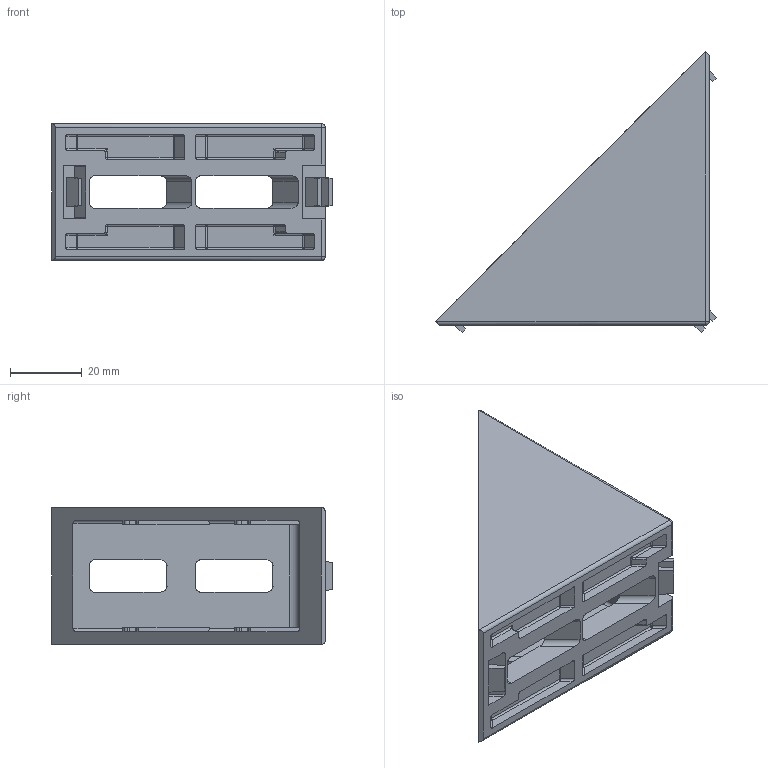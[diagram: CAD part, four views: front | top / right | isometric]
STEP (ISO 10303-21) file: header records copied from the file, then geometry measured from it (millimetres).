
FILE_DESCRIPTION (( 'STEP AP214' ), '1' );
FILE_NAME ('Transept Giltec-W88080ZN.STEP', '2013-06-28T06:38:51', ( 'Windows User' ), ( '' ), 'SwSTEP 2.0', 'SolidWorks 2013', '' );
FILE_SCHEMA (( 'AUTOMOTIVE_DESIGN' ));
Length unit declared in the file: millimetre
Products named in the file (1): Transept Giltec-W88080ZN
Bounding box: 78.04 x 78.04 x 38 mm (x, y, z)
Volume: 40725.1 mm3; surface area: 22938.6 mm2
Topology: 1 solids, 1 shells, 345 faces, 880 edges, 502 vertices
Faces by surface type: plane 146, cylinder 141, bspline 58
Entity records: 11204 total; most frequent: CARTESIAN_POINT 3578, ORIENTED_EDGE 1660, DIRECTION 1476, EDGE_CURVE 830, VECTOR 528, LINE 528, VERTEX_POINT 502, AXIS2_PLACEMENT_3D 474
